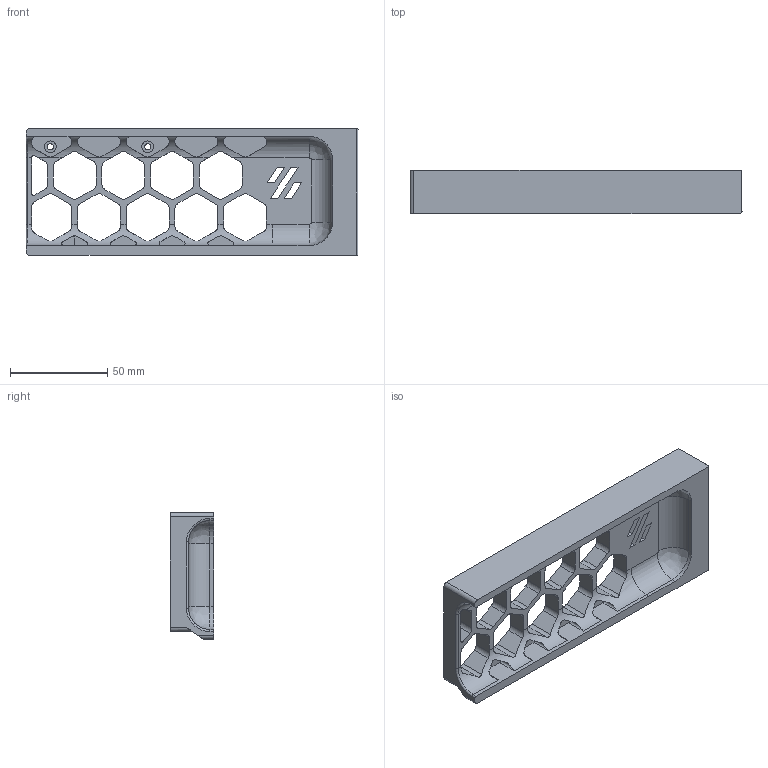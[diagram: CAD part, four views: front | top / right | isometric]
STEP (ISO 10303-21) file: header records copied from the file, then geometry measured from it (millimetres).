
FILE_DESCRIPTION(/* description */ (''),/* implementation_level */ '2;1');
FILE_NAME(/* name */ 'right_skirt_300mm.step',/* time_stamp */ '2024-07-31T11:42:42-05:00',/* author */ (''),/* organization */ (''),/* preprocessor_version */ 'ST-DEVELOPER v20',/* originating_system */ 'Autodesk Translation Framework v13.14.0.145',/* authorisation */ '');
FILE_SCHEMA (('AUTOMOTIVE_DESIGN { 1 0 10303 214 3 1 1 }'));
Length unit declared in the file: millimetre
Products named in the file (1): right_skirt_300mm
Bounding box: 170.5 x 22.4 x 65 mm (x, y, z)
Volume: 91915.3 mm3; surface area: 35705 mm2
Topology: 1 solids, 1 shells, 246 faces, 747 edges, 495 vertices
Faces by surface type: plane 131, cylinder 111, torus 2, bspline 2
Full cylindrical faces by diameter (mm): 3.2 x2, 6 x2
Entity records: 8976 total; most frequent: CARTESIAN_POINT 2085, ORIENTED_EDGE 1494, DIRECTION 1405, EDGE_CURVE 747, VERTEX_POINT 495, AXIS2_PLACEMENT_3D 472, LINE 461, VECTOR 461
